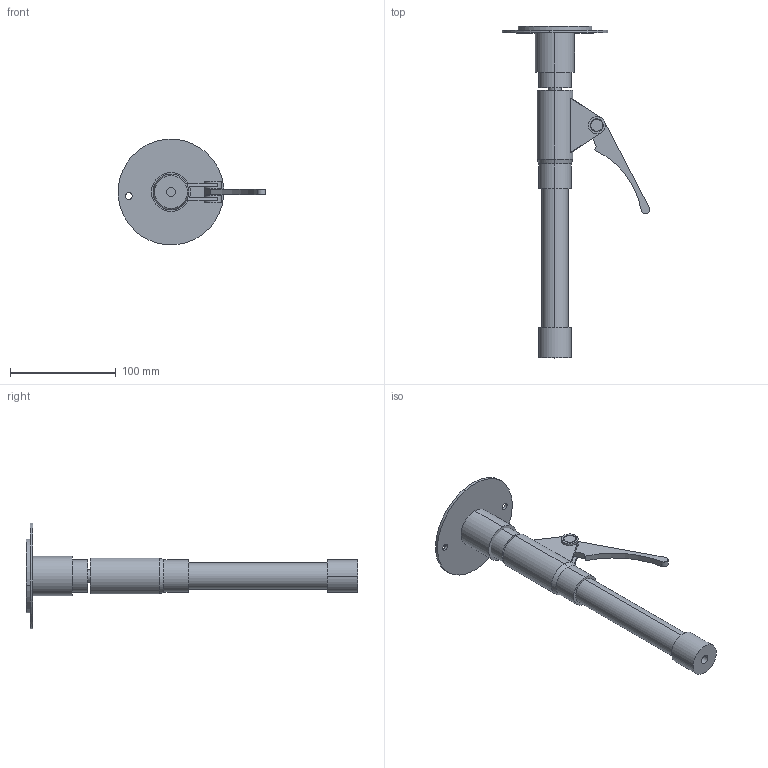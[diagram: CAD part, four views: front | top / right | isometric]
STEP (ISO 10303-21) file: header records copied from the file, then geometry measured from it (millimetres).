
FILE_DESCRIPTION (( 'STEP AP214' ), '1' );
FILE_NAME ('6290189.stp', '2016-06-30T05:40:00', ( '' ), ( '' ), 'SwSTEP 2.0', 'SolidWorks 2014', '' );
FILE_SCHEMA (( 'AUTOMOTIVE_DESIGN' ));
Length unit declared in the file: millimetre
Products named in the file (9): 6290189; 076850_Standard; 076849_Standard; 076847_Standard; 076846_Bohrung hinzu; 076845_Bohrung hinzu; 076844_Bohrung hinzu; 076843_bohrungen hinzu; 076842_Bohrung hinzu
Assembly tree (8 placements, depth 2):
  6290189
    076842_Bohrung hinzu
    076843_bohrungen hinzu
    076844_Bohrung hinzu
    076845_Bohrung hinzu
    076846_Bohrung hinzu
    076847_Standard
    076849_Standard
    076850_Standard
Bounding box: 139.46 x 313.88 x 99.68 mm (x, y, z)
Volume: 175477.9 mm3; surface area: 112682.1 mm2
Topology: 9 solids, 9 shells, 102 faces, 217 edges, 142 vertices
Faces by surface type: cylinder 58, plane 40, cone 4
Entity records: 3216 total; most frequent: DIRECTION 563, CARTESIAN_POINT 484, ORIENTED_EDGE 434, AXIS2_PLACEMENT_3D 237, EDGE_CURVE 217, VERTEX_POINT 142, EDGE_LOOP 127, CIRCLE 124
